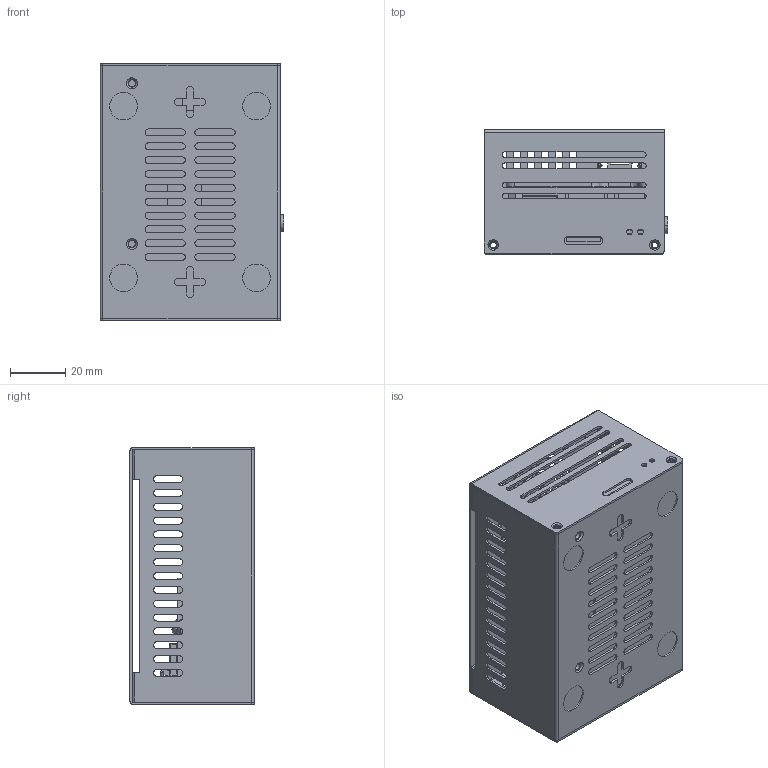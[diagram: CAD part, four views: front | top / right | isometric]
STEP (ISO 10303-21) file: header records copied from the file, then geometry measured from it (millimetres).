
FILE_DESCRIPTION((''),'2;1');
FILE_NAME('X630-C1_ASM','2023-06-27T15:01:28',('Administrator'),(''),'CREO PARAMETRIC BY PTC INC, 2019010','CREO PARAMETRIC BY PTC INC, 2019010','');
FILE_SCHEMA(('CONFIG_CONTROL_DESIGN'));
Length unit declared in the file: millimetre
Products named in the file (16): PI4-PCB-A; USB; A-V; TYPE-C; PI4-PCB-ASM_ASM; X630-PCB; HDMI-TYPEA-1; X630-A1; SPACER25X17; PWM25X5-SCREW; NUT_M2; X630_ASM; SPACER25X5-5; X630-BOTTON; X630-TOP; X630-C1_ASM
Assembly tree (21 placements, depth 3):
  X630-C1_ASM
    PI4-PCB-ASM_ASM
      PI4-PCB-A
      USB  x2
      A-V
      TYPE-C
    X630_ASM
      X630-PCB
      HDMI-TYPEA-1
      X630-A1
      SPACER25X17  x2
      PWM25X5-SCREW  x3
      NUT_M2
    SPACER25X5-5  x2
    NUT_M2
    X630-BOTTON
    X630-TOP
Bounding box: 66.4 x 44.8 x 92.6 mm (x, y, z)
Volume: 43801.7 mm3; surface area: 71263.6 mm2
Topology: 20 solids, 26 shells, 1813 faces, 4967 edges, 3244 vertices
Faces by surface type: plane 986, cylinder 723, cone 65, extrusion 17, bspline 16, sphere 6
Entity records: 55538 total; most frequent: CARTESIAN_POINT 10918, ORIENTED_EDGE 9250, DIRECTION 9174, EDGE_CURVE 4631, VECTOR 3088, LINE 3071, AXIS2_PLACEMENT_3D 3043, VERTEX_POINT 3028
